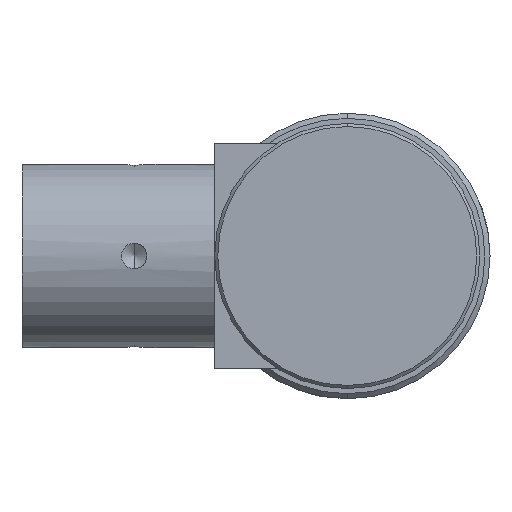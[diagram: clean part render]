
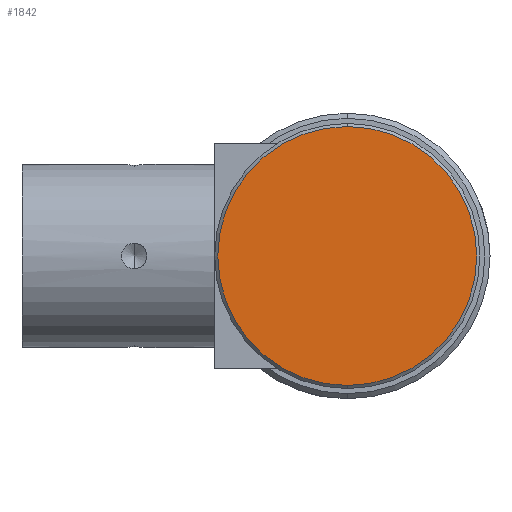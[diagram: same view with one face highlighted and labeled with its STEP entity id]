
A CAD part, left-side view. The second image highlights one B-rep face of the part: STEP entity #1842.
In plain terms, the highlighted planar face has unit normal (-1, 0, 0).
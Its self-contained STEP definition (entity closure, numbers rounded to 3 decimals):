
#37 = AXIS2_PLACEMENT_3D ( 'NONE', #2137, #2335, #220 ) ;
#158 = ORIENTED_EDGE ( 'NONE', *, *, #2356, .T. ) ;
#220 = DIRECTION ( 'NONE',  ( 0., 0., -1. ) ) ;
#289 = CARTESIAN_POINT ( 'NONE',  ( -186.2, 0., -12.7 ) ) ;
#332 = CARTESIAN_POINT ( 'NONE',  ( -186.2, -12.852, 12.852 ) ) ;
#483 = CARTESIAN_POINT ( 'NONE',  ( -186.2, 0., 12.7 ) ) ;
#515 = PLANE ( 'NONE',  #2428 ) ;
#1024 = DIRECTION ( 'NONE',  ( -1., 0., 0. ) ) ;
#1032 = ORIENTED_EDGE ( 'NONE', *, *, #1166, .T. ) ;
#1119 = CIRCLE ( 'NONE', #37, 12.7 ) ;
#1166 = EDGE_CURVE ( 'NONE', #2181, #1410, #1653, .T. ) ;
#1410 = VERTEX_POINT ( 'NONE', #289 ) ;
#1575 = CARTESIAN_POINT ( 'NONE',  ( -186.2, 0., 0. ) ) ;
#1624 = FACE_OUTER_BOUND ( 'NONE', #2465, .T. ) ;
#1630 = AXIS2_PLACEMENT_3D ( 'NONE', #1575, #1024, #1764 ) ;
#1653 = CIRCLE ( 'NONE', #1630, 12.7 ) ;
#1667 = DIRECTION ( 'NONE',  ( 0., 0., -1. ) ) ;
#1764 = DIRECTION ( 'NONE',  ( 0., 0., -1. ) ) ;
#1842 = ADVANCED_FACE ( 'NONE', ( #1624 ), #515, .F. ) ;
#2137 = CARTESIAN_POINT ( 'NONE',  ( -186.2, 0., 0. ) ) ;
#2181 = VERTEX_POINT ( 'NONE', #483 ) ;
#2260 = DIRECTION ( 'NONE',  ( 1., 0., 0. ) ) ;
#2335 = DIRECTION ( 'NONE',  ( -1., 0., 0. ) ) ;
#2356 = EDGE_CURVE ( 'NONE', #1410, #2181, #1119, .T. ) ;
#2428 = AXIS2_PLACEMENT_3D ( 'NONE', #332, #2260, #1667 ) ;
#2465 = EDGE_LOOP ( 'NONE', ( #158, #1032 ) ) ;
